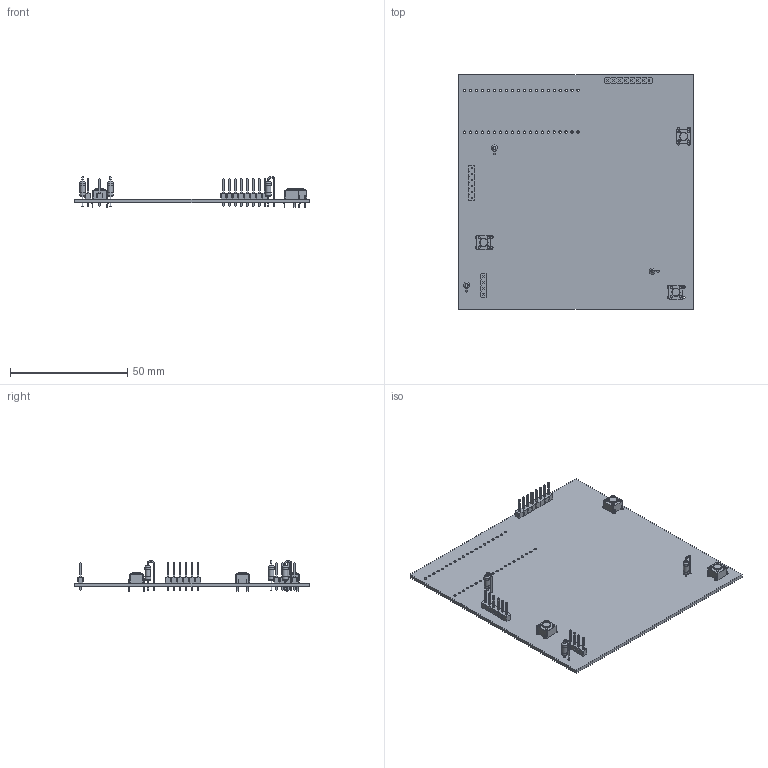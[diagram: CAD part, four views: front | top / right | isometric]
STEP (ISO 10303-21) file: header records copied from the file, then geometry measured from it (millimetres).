
FILE_DESCRIPTION(('KiCad electronic assembly'),'2;1');
FILE_NAME('pcb business card.step','2025-07-25T17:29:16',('Pcbnew'),( 'Kicad'),'Open CASCADE STEP processor 7.8','KiCad to STEP converter' ,'Unknown');
FILE_SCHEMA(('AUTOMOTIVE_DESIGN { 1 0 10303 214 1 1 1 1 }'));
Length unit declared in the file: millimetre
Products named in the file (7): pcb business card 1; R_Axial_DIN0207_L6.3mm_D2.5mm_P2.54mm_Vertical; PinHeader_1x06_P2.54mm_Vertical; PinHeader_1x08_P2.54mm_Vertical; PinHeader_1x04_P2.54mm_Vertical; SW_PUSH_6mm; PCB_SOURCEFILE_PCB
Assembly tree (10 placements, depth 2):
  pcb business card 1
    R_Axial_DIN0207_L6.3mm_D2.5mm_P2.54mm_Vertical  x3
    PinHeader_1x06_P2.54mm_Vertical
    PinHeader_1x08_P2.54mm_Vertical
    PinHeader_1x04_P2.54mm_Vertical
    SW_PUSH_6mm  x3
    PCB_SOURCEFILE_PCB
Bounding box: 100 x 100 x 13 mm (x, y, z)
Volume: 15886.4 mm3; surface area: 22643.4 mm2
Topology: 10 solids, 10 shells, 892 faces, 2214 edges, 1405 vertices
Faces by surface type: plane 657, cylinder 220, torus 15
Full cylindrical faces by diameter (mm): 0.6 x12, 0.8 x6, 1 x70, 1.1 x12, 2.25 x3, 2.5 x6, 3.5 x3
Entity records: 23250 total; most frequent: CARTESIAN_POINT 3280, ORIENTED_EDGE 3212, DIRECTION 3176, EDGE_CURVE 1606, LINE 1354, VECTOR 1354, VERTEX_POINT 1015, AXIS2_PLACEMENT_3D 911
